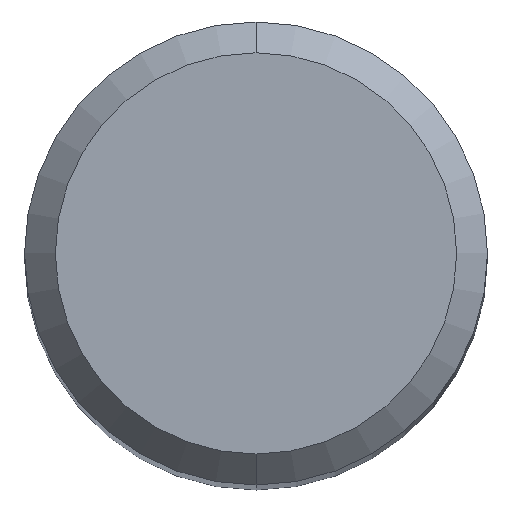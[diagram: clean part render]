
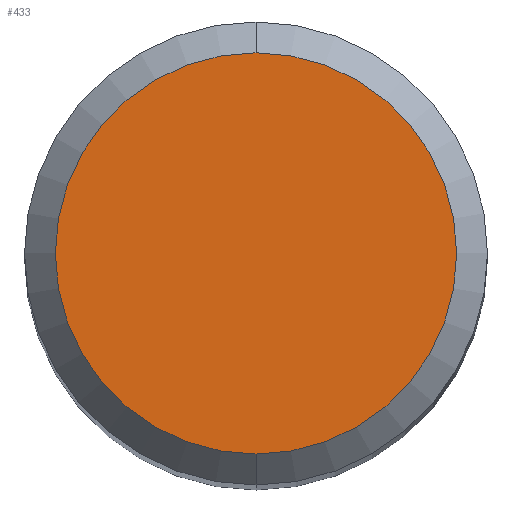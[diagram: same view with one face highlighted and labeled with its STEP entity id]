
A CAD part, top view. The second image highlights one B-rep face of the part: STEP entity #433.
In plain terms, the highlighted planar face has unit normal (0, 0, 1).
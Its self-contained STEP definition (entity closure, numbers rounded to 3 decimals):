
#227=VERTEX_POINT('',#524);
#235=EDGE_CURVE('',#227,#419,#532,.T.);
#245=EDGE_CURVE('',#419,#227,#543,.T.);
#419=VERTEX_POINT('',#735);
#433=ADVANCED_FACE('',(#750),#751,.T.);
#524=CARTESIAN_POINT('',(0.0,2.6,0.0));
#532=CIRCLE('',#957,2.6);
#543=CIRCLE('',#973,2.6);
#735=CARTESIAN_POINT('',(0.,-2.6,0.0));
#750=FACE_OUTER_BOUND('',#1367,.T.);
#751=PLANE('',#1368);
#957=AXIS2_PLACEMENT_3D('',#1444,#1445,#1446);
#973=AXIS2_PLACEMENT_3D('',#1456,#1457,#1458);
#1367=EDGE_LOOP('',(#1696,#1697));
#1368=AXIS2_PLACEMENT_3D('',#1698,#1699,#1700);
#1444=CARTESIAN_POINT('',(0.0,0.0,0.0));
#1445=DIRECTION('',(0.0,0.0,-1.0));
#1446=DIRECTION('',(0.0,1.0,0.0));
#1456=CARTESIAN_POINT('',(0.0,0.0,0.0));
#1457=DIRECTION('',(0.0,0.0,-1.0));
#1458=DIRECTION('',(0.0,1.0,0.0));
#1696=ORIENTED_EDGE('',*,*,#235,.F.);
#1697=ORIENTED_EDGE('',*,*,#245,.F.);
#1698=CARTESIAN_POINT('',(0.0,1.3,0.0));
#1699=DIRECTION('',(-0.0,0.0,1.0));
#1700=DIRECTION('',(0.0,-1.0,0.0));
